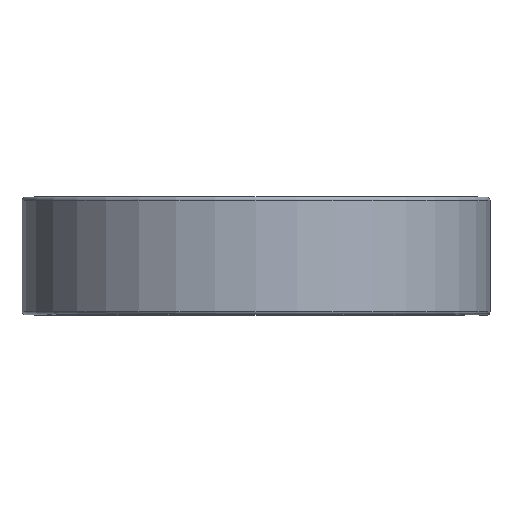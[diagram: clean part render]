
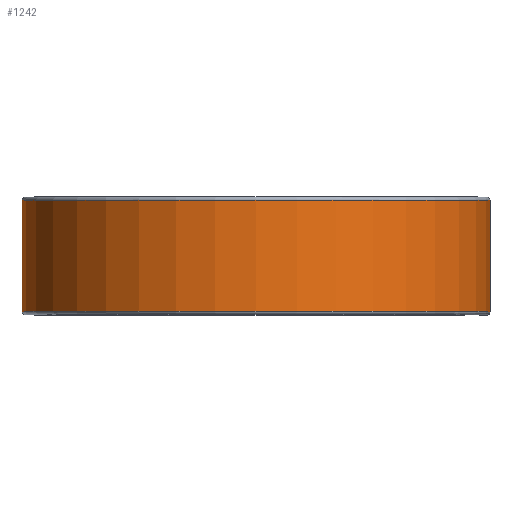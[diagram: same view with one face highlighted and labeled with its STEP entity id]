
A CAD part, top view. The second image highlights one B-rep face of the part: STEP entity #1242.
In plain terms, the highlighted cylindrical face has radius 53.607 mm (diameter 107.213 mm), a partial arc.
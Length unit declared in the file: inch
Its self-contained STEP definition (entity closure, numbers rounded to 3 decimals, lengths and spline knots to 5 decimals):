
#28 = VERTEX_POINT ( 'NONE', #966 ) ;
#73 = DIRECTION ( 'NONE',  ( 0., -1., 0. ) ) ;
#139 = CYLINDRICAL_SURFACE ( 'NONE', #1695, 2.1105 ) ;
#155 = ORIENTED_EDGE ( 'NONE', *, *, #754, .F. ) ;
#231 = CARTESIAN_POINT ( 'NONE',  ( 2.1105, 0.50125, 0. ) ) ;
#391 = DIRECTION ( 'NONE',  ( 0., -1., 0. ) ) ;
#434 = DIRECTION ( 'NONE',  ( 0., 1., 0. ) ) ;
#449 = ORIENTED_EDGE ( 'NONE', *, *, #2057, .T. ) ;
#481 = VERTEX_POINT ( 'NONE', #961 ) ;
#490 = AXIS2_PLACEMENT_3D ( 'NONE', #1558, #391, #1767 ) ;
#498 = VERTEX_POINT ( 'NONE', #1468 ) ;
#520 = CARTESIAN_POINT ( 'NONE',  ( 0., 0.5, 0. ) ) ;
#589 = CIRCLE ( 'NONE', #490, 2.1105 ) ;
#616 = LINE ( 'NONE', #1753, #685 ) ;
#643 = VECTOR ( 'NONE', #434, 39.37008 ) ;
#653 = VERTEX_POINT ( 'NONE', #2464 ) ;
#685 = VECTOR ( 'NONE', #1613, 39.37008 ) ;
#731 = AXIS2_PLACEMENT_3D ( 'NONE', #1250, #73, #1444 ) ;
#747 = DIRECTION ( 'NONE',  ( 0., -1., 0. ) ) ;
#754 = EDGE_CURVE ( 'NONE', #28, #653, #616, .T. ) ;
#915 = FACE_OUTER_BOUND ( 'NONE', #2395, .T. ) ;
#961 = CARTESIAN_POINT ( 'NONE',  ( 2.1105, -0.50125, 0. ) ) ;
#966 = CARTESIAN_POINT ( 'NONE',  ( 0., -0.50125, -2.1105 ) ) ;
#1145 = LINE ( 'NONE', #231, #643 ) ;
#1242 = ADVANCED_FACE ( 'NONE', ( #915 ), #139, .T. ) ;
#1250 = CARTESIAN_POINT ( 'NONE',  ( 0., 0.50125, 0. ) ) ;
#1366 = ORIENTED_EDGE ( 'NONE', *, *, #1560, .T. ) ;
#1444 = DIRECTION ( 'NONE',  ( 0., 0., -1. ) ) ;
#1468 = CARTESIAN_POINT ( 'NONE',  ( 2.1105, 0.50125, 0. ) ) ;
#1558 = CARTESIAN_POINT ( 'NONE',  ( 0., -0.50125, 0. ) ) ;
#1560 = EDGE_CURVE ( 'NONE', #481, #498, #1145, .T. ) ;
#1613 = DIRECTION ( 'NONE',  ( 0., 1., 0. ) ) ;
#1695 = AXIS2_PLACEMENT_3D ( 'NONE', #520, #747, #1710 ) ;
#1710 = DIRECTION ( 'NONE',  ( 0., 0., -1. ) ) ;
#1753 = CARTESIAN_POINT ( 'NONE',  ( 0., 0.50125, -2.1105 ) ) ;
#1767 = DIRECTION ( 'NONE',  ( 0., 0., -1. ) ) ;
#2006 = CIRCLE ( 'NONE', #731, 2.1105 ) ;
#2057 = EDGE_CURVE ( 'NONE', #498, #653, #2006, .T. ) ;
#2144 = ORIENTED_EDGE ( 'NONE', *, *, #2458, .F. ) ;
#2395 = EDGE_LOOP ( 'NONE', ( #1366, #449, #155, #2144 ) ) ;
#2458 = EDGE_CURVE ( 'NONE', #481, #28, #589, .T. ) ;
#2464 = CARTESIAN_POINT ( 'NONE',  ( 0., 0.50125, -2.1105 ) ) ;
